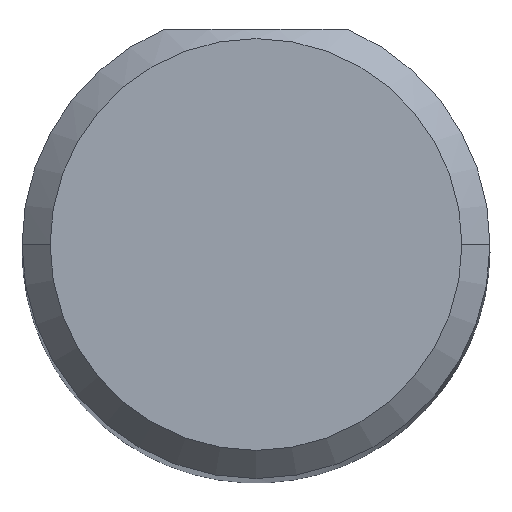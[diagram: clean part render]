
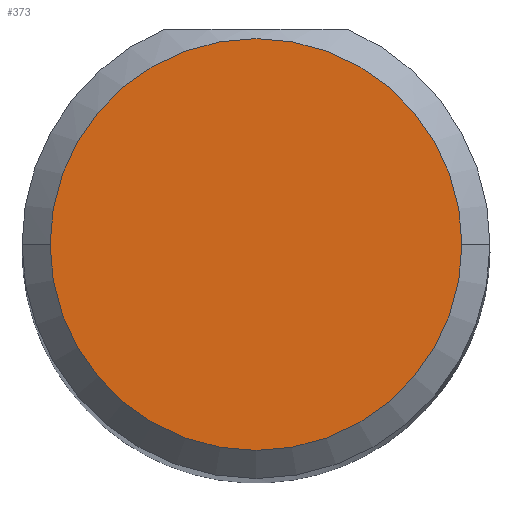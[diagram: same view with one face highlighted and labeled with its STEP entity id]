
A CAD part, top view. The second image highlights one B-rep face of the part: STEP entity #373.
In plain terms, the highlighted planar face has unit normal (0, 0, 1).
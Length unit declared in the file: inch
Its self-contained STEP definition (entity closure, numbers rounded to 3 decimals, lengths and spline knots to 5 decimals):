
#33 = ORIENTED_EDGE ( 'NONE', *, *, #497, .T. ) ;
#197 = DIRECTION ( 'NONE',  ( 0., 0., 1. ) ) ;
#210 = EDGE_LOOP ( 'NONE', ( #428, #33 ) ) ;
#226 = DIRECTION ( 'NONE',  ( 0., 0., 1. ) ) ;
#236 = CARTESIAN_POINT ( 'NONE',  ( 0., 0., 2.5 ) ) ;
#239 = DIRECTION ( 'NONE',  ( 1., 0., 0. ) ) ;
#240 = CIRCLE ( 'NONE', #519, 0.11 ) ;
#261 = CARTESIAN_POINT ( 'NONE',  ( 0., 0., 2.5 ) ) ;
#263 = DIRECTION ( 'NONE',  ( 0., 0., 1. ) ) ;
#268 = AXIS2_PLACEMENT_3D ( 'NONE', #236, #197, #239 ) ;
#311 = CARTESIAN_POINT ( 'NONE',  ( -0.11, 0., 2.5 ) ) ;
#332 = CIRCLE ( 'NONE', #268, 0.11 ) ;
#358 = DIRECTION ( 'NONE',  ( 1., 0., 0. ) ) ;
#360 = CARTESIAN_POINT ( 'NONE',  ( 0.11, 0., 2.5 ) ) ;
#373 = ADVANCED_FACE ( 'NONE', ( #400 ), #515, .T. ) ;
#390 = DIRECTION ( 'NONE',  ( 1., 0., 0. ) ) ;
#400 = FACE_OUTER_BOUND ( 'NONE', #210, .T. ) ;
#428 = ORIENTED_EDGE ( 'NONE', *, *, #467, .T. ) ;
#443 = VERTEX_POINT ( 'NONE', #311 ) ;
#467 = EDGE_CURVE ( 'NONE', #443, #526, #240, .T. ) ;
#476 = CARTESIAN_POINT ( 'NONE',  ( 0., 0., 2.5 ) ) ;
#497 = EDGE_CURVE ( 'NONE', #526, #443, #332, .T. ) ;
#515 = PLANE ( 'NONE',  #531 ) ;
#519 = AXIS2_PLACEMENT_3D ( 'NONE', #261, #226, #358 ) ;
#526 = VERTEX_POINT ( 'NONE', #360 ) ;
#531 = AXIS2_PLACEMENT_3D ( 'NONE', #476, #263, #390 ) ;
